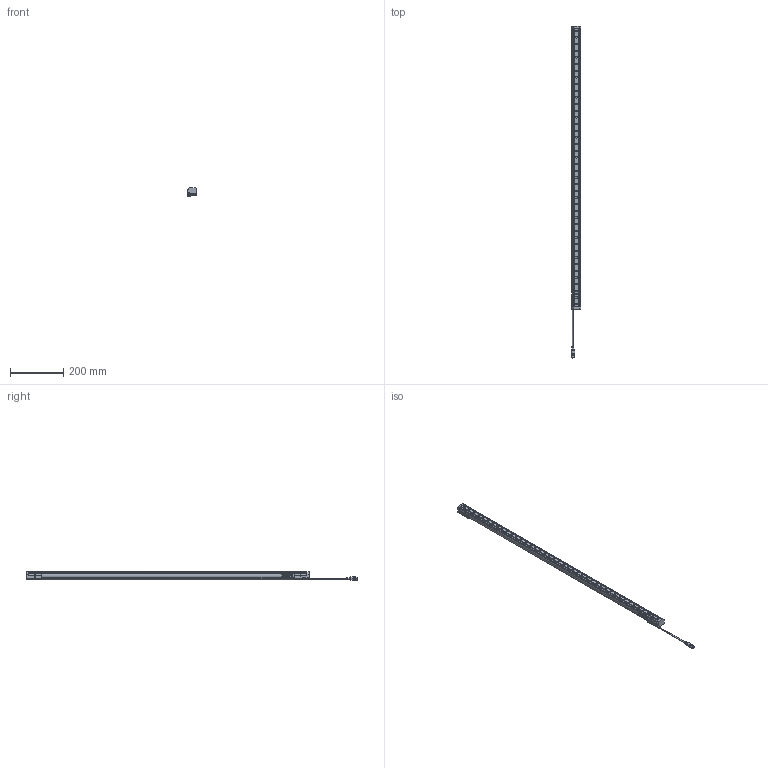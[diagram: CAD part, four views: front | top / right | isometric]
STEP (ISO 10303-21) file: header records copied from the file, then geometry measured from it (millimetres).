
FILE_DESCRIPTION(('OneSpaceDesigner STEP Export'),'2;1');
FILE_NAME('C4C-SA1053##10000.stp','2018-06-25T 9:45:55',('SICK AG'),('SICK AG'),'Creo Elements/Direct Modeling STEP processor for AP214 (Solid Model)','Creo Elements/Direct Modeling 18.1B 29-Sep-2012 (C) Parametric Technology GmbH','');
FILE_SCHEMA(('AUTOMOTIVE_DESIGN { 1 0 10303 214 1 1 1 1 }'));
Length unit declared in the file: millimetre
Products named in the file (2): C4C-SA1053xx10000
Assembly tree (1 placements, depth 2):
  C4C-SA1053xx10000
    C4C-SA1053xx10000
Bounding box: 37.09 x 1244.89 x 33.49 mm (x, y, z)
Volume: 874983.7 mm3; surface area: 137586.5 mm2
Topology: 1 solids, 1 shells, 663 faces, 1762 edges, 1171 vertices
Faces by surface type: plane 378, cylinder 278, cone 4, torus 2, bspline 1
Entity records: 32460 total; most frequent: CARTESIAN_POINT 10220, DIRECTION 3540, ORIENTED_EDGE 3524, EDGE_CURVE 1762, AXIS2_PLACEMENT_3D 1191, VERTEX_POINT 1171, VECTOR 1158, LINE 1158
